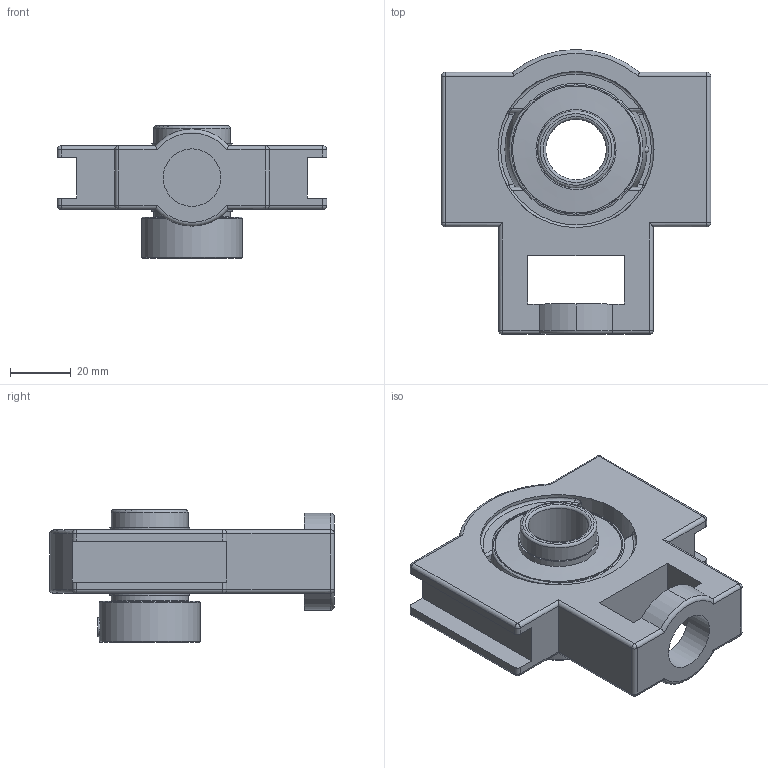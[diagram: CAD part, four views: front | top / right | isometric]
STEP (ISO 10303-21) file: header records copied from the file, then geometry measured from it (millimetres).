
FILE_DESCRIPTION(('HOOPS Exchange Step'),'2;1');
FILE_NAME('export-7C7B9BD7-374B-447E-9BCF-2D9E48BB8D90.stp','2020-05-20T10:24:31-07:00',('dkerr'),('Alibre'),'HOOPS Exchange 2020.0','Alibre','Unknown authorisation');
FILE_SCHEMA( ('AP242_MANAGED_MODEL_BASED_3D_ENGINEERING_MIM_LF {1 0 10303 442 1 1 4 }') );
Length unit declared in the file: inch
Products named in the file (8): MRN STM 204 L4L; SHC 204 (7.938mm) (Ball Bearing); SHC 204 (Setscrew); SHC 204 (Shield); SHC 204 (Collar); SHC 204 L4L (20mm) (Race); MRN SHC 204 L4L (20mm); MRN SHCSTM 204 L4L (20mm)
Assembly tree (7 placements, depth 3):
  MRN SHCSTM 204 L4L (20mm)
    MRN STM 204 L4L
    MRN SHC 204 L4L (20mm)
      SHC 204 (7.938mm) (Ball Bearing)
      SHC 204 (Setscrew)
      SHC 204 (Shield)
      SHC 204 (Collar)
      SHC 204 L4L (20mm) (Race)
Bounding box: 89 x 94 x 43.7 mm (x, y, z)
Volume: 102604.8 mm3; surface area: 42739.5 mm2
Topology: 15 solids, 15 shells, 178 faces, 461 edges, 280 vertices
Faces by surface type: cylinder 68, plane 53, sphere 27, torus 15, cone 11, bspline 4
Full cylindrical faces by diameter (mm): 6.35 x2, 19 x1, 20 x2, 23.368 x2, 25.4 x4, 26.416 x2, 33.3 x1, 38.1 x2, 41.91 x4, 51.553 x1, 54.25 x1
Entity records: 7161 total; most frequent: CARTESIAN_POINT 2617, DIRECTION 996, ORIENTED_EDGE 852, EDGE_CURVE 426, AXIS2_PLACEMENT_3D 409, VERTEX_POINT 280, CIRCLE 208, EDGE_LOOP 198
